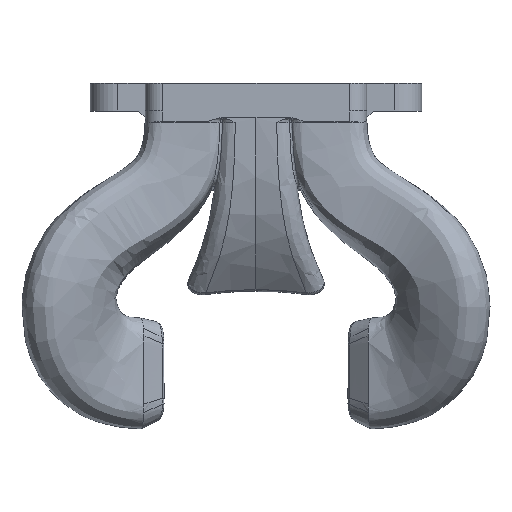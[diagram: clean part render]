
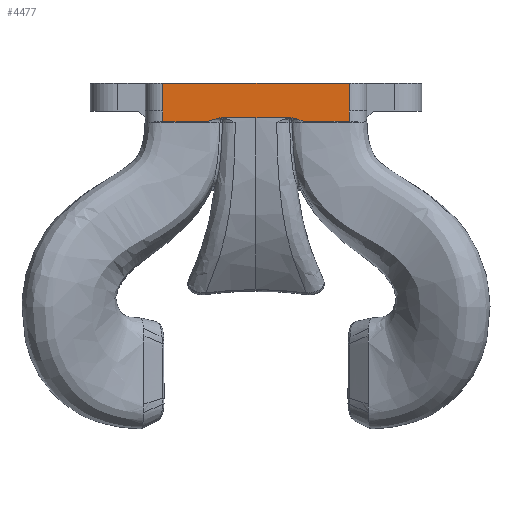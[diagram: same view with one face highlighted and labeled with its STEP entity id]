
A CAD part, top view. The second image highlights one B-rep face of the part: STEP entity #4477.
In plain terms, the highlighted planar face has unit normal (0, 0, 1).
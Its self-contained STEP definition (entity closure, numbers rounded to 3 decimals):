
#113=PLANE('',#4774);
#118=LINE('',#6498,#375);
#119=LINE('',#6635,#376);
#128=LINE('',#13218,#385);
#299=LINE('',#25943,#556);
#307=LINE('',#25967,#564);
#309=LINE('',#25974,#566);
#366=LINE('',#26114,#623);
#367=LINE('',#26117,#624);
#368=LINE('',#26118,#625);
#375=VECTOR('',#4810,10.);
#376=VECTOR('',#4811,10.);
#385=VECTOR('',#4894,10.);
#556=VECTOR('',#5425,10.);
#564=VECTOR('',#5453,10.);
#566=VECTOR('',#5459,10.);
#623=VECTOR('',#5610,10.);
#624=VECTOR('',#5613,10.);
#625=VECTOR('',#5614,10.);
#903=FACE_OUTER_BOUND('',#1138,.T.);
#1138=EDGE_LOOP('',(#4045,#4046,#4047,#4048,#4049,#4050,#4051,#4052,#4053,
#4054,#4055));
#1249=B_SPLINE_CURVE_WITH_KNOTS('',3,(#12962,#12963,#12964,#12965,#12966,
#12967,#12968,#12969,#12970,#12971,#12972,#12973,#12974,#12975),
 .UNSPECIFIED.,.F.,.F.,(4,2,2,2,2,2,4),(0.,0.042,0.172,
0.214,0.258,0.295,0.335),
 .UNSPECIFIED.);
#1256=B_SPLINE_CURVE_WITH_KNOTS('',3,(#13194,#13195,#13196,#13197,#13198,
#13199,#13200,#13201,#13202,#13203,#13204,#13205,#13206,#13207,#13208,#13209,
#13210,#13211,#13212,#13213,#13214,#13215),.UNSPECIFIED.,.F.,.F.,(4,3,3,
3,3,3,3,4),(0.27,1.084,1.659,4.929,
6.177,9.255,12.416,13.027),
 .UNSPECIFIED.);
#1574=VERTEX_POINT('',#6490);
#1575=VERTEX_POINT('',#6497);
#1577=VERTEX_POINT('',#6612);
#1653=VERTEX_POINT('',#12959);
#1654=VERTEX_POINT('',#12961);
#1659=VERTEX_POINT('',#13166);
#1660=VERTEX_POINT('',#13193);
#1973=VERTEX_POINT('',#25965);
#1976=VERTEX_POINT('',#25972);
#2012=VERTEX_POINT('',#26112);
#2013=VERTEX_POINT('',#26116);
#2062=EDGE_CURVE('',#1574,#1575,#118,.T.);
#2066=EDGE_CURVE('',#1577,#1574,#119,.T.);
#2170=EDGE_CURVE('',#1653,#1654,#1249,.T.);
#2177=EDGE_CURVE('',#1660,#1659,#1256,.F.);
#2179=EDGE_CURVE('',#1660,#1577,#128,.T.);
#2622=EDGE_CURVE('',#1575,#1653,#299,.T.);
#2634=EDGE_CURVE('',#1973,#1654,#307,.T.);
#2637=EDGE_CURVE('',#1976,#1659,#309,.T.);
#2706=EDGE_CURVE('',#1976,#2012,#366,.T.);
#2707=EDGE_CURVE('',#2013,#2012,#367,.T.);
#2708=EDGE_CURVE('',#1973,#2013,#368,.T.);
#4045=ORIENTED_EDGE('',*,*,#2706,.T.);
#4046=ORIENTED_EDGE('',*,*,#2707,.F.);
#4047=ORIENTED_EDGE('',*,*,#2708,.F.);
#4048=ORIENTED_EDGE('',*,*,#2634,.T.);
#4049=ORIENTED_EDGE('',*,*,#2170,.F.);
#4050=ORIENTED_EDGE('',*,*,#2622,.F.);
#4051=ORIENTED_EDGE('',*,*,#2062,.F.);
#4052=ORIENTED_EDGE('',*,*,#2066,.F.);
#4053=ORIENTED_EDGE('',*,*,#2179,.F.);
#4054=ORIENTED_EDGE('',*,*,#2177,.T.);
#4055=ORIENTED_EDGE('',*,*,#2637,.F.);
#4477=ADVANCED_FACE('',(#903),#113,.T.);
#4774=AXIS2_PLACEMENT_3D('',#26115,#5611,#5612);
#4810=DIRECTION('',(-1.,0.,0.));
#4811=DIRECTION('',(-1.,0.,0.));
#4894=DIRECTION('',(-1.,0.,0.));
#5425=DIRECTION('',(-1.,0.,0.));
#5453=DIRECTION('',(0.,-1.,0.));
#5459=DIRECTION('',(0.,-1.,0.));
#5610=DIRECTION('',(0.,1.,0.));
#5611=DIRECTION('center_axis',(0.,0.,1.));
#5612=DIRECTION('ref_axis',(1.,0.,0.));
#5613=DIRECTION('',(1.,0.,0.));
#5614=DIRECTION('',(0.,1.,0.));
#6490=CARTESIAN_POINT('',(0.,3.,-52.9));
#6497=CARTESIAN_POINT('',(-4.996,3.,-52.9));
#6498=CARTESIAN_POINT('',(13.5,3.,-52.9));
#6612=CARTESIAN_POINT('',(4.996,3.,-52.9));
#6635=CARTESIAN_POINT('',(13.5,3.,-52.9));
#12959=CARTESIAN_POINT('',(-5.06,3.,-52.9));
#12961=CARTESIAN_POINT('',(-13.5,2.452,-52.9));
#12962=CARTESIAN_POINT('Ctrl Pts',(-5.06,3.,-52.9));
#12963=CARTESIAN_POINT('Ctrl Pts',(-5.199,3.,-52.9));
#12964=CARTESIAN_POINT('Ctrl Pts',(-5.339,2.985,-52.9));
#12965=CARTESIAN_POINT('Ctrl Pts',(-5.904,2.88,-52.9));
#12966=CARTESIAN_POINT('Ctrl Pts',(-6.294,2.706,-52.9));
#12967=CARTESIAN_POINT('Ctrl Pts',(-6.687,2.572,-52.9));
#12968=CARTESIAN_POINT('Ctrl Pts',(-6.774,2.547,-52.9));
#12969=CARTESIAN_POINT('Ctrl Pts',(-6.943,2.517,-52.9));
#12970=CARTESIAN_POINT('Ctrl Pts',(-6.995,2.518,-52.9));
#12971=CARTESIAN_POINT('Ctrl Pts',(-9.003,2.501,-52.9));
#12972=CARTESIAN_POINT('Ctrl Pts',(-9.982,2.491,-52.9));
#12973=CARTESIAN_POINT('Ctrl Pts',(-11.894,2.467,-52.9));
#12974=CARTESIAN_POINT('Ctrl Pts',(-12.575,2.456,-52.9));
#12975=CARTESIAN_POINT('Ctrl Pts',(-13.5,2.452,-52.9));
#13166=CARTESIAN_POINT('',(13.5,2.452,-52.9));
#13193=CARTESIAN_POINT('',(5.06,3.,-52.9));
#13194=CARTESIAN_POINT('Ctrl Pts',(13.5,2.452,-52.9));
#13195=CARTESIAN_POINT('Ctrl Pts',(12.808,2.455,-52.9));
#13196=CARTESIAN_POINT('Ctrl Pts',(12.199,2.462,-52.9));
#13197=CARTESIAN_POINT('Ctrl Pts',(11.568,2.471,-52.9));
#13198=CARTESIAN_POINT('Ctrl Pts',(11.122,2.477,-52.9));
#13199=CARTESIAN_POINT('Ctrl Pts',(10.652,2.483,-52.9));
#13200=CARTESIAN_POINT('Ctrl Pts',(10.252,2.487,-52.9));
#13201=CARTESIAN_POINT('Ctrl Pts',(7.982,2.513,-52.9));
#13202=CARTESIAN_POINT('Ctrl Pts',(7.289,2.515,-52.9));
#13203=CARTESIAN_POINT('Ctrl Pts',(7.009,2.517,-52.9));
#13204=CARTESIAN_POINT('Ctrl Pts',(6.902,2.518,-52.9));
#13205=CARTESIAN_POINT('Ctrl Pts',(6.846,2.532,-52.9));
#13206=CARTESIAN_POINT('Ctrl Pts',(6.774,2.55,-52.9));
#13207=CARTESIAN_POINT('Ctrl Pts',(6.597,2.593,-52.9));
#13208=CARTESIAN_POINT('Ctrl Pts',(6.396,2.678,-52.9));
#13209=CARTESIAN_POINT('Ctrl Pts',(6.148,2.767,-52.9));
#13210=CARTESIAN_POINT('Ctrl Pts',(5.894,2.859,-52.9));
#13211=CARTESIAN_POINT('Ctrl Pts',(5.613,2.955,-52.9));
#13212=CARTESIAN_POINT('Ctrl Pts',(5.265,2.989,-52.9));
#13213=CARTESIAN_POINT('Ctrl Pts',(5.198,2.996,-52.9));
#13214=CARTESIAN_POINT('Ctrl Pts',(5.129,3.,-52.9));
#13215=CARTESIAN_POINT('Ctrl Pts',(5.06,3.,-52.9));
#13218=CARTESIAN_POINT('',(13.5,3.,-52.9));
#25943=CARTESIAN_POINT('',(13.5,3.,-52.9));
#25965=CARTESIAN_POINT('',(-13.5,4.,-52.9));
#25967=CARTESIAN_POINT('',(-13.5,4.,-52.9));
#25972=CARTESIAN_POINT('',(13.5,4.,-52.9));
#25974=CARTESIAN_POINT('',(13.5,4.,-52.9));
#26112=CARTESIAN_POINT('',(13.5,8.,-52.9));
#26114=CARTESIAN_POINT('',(13.5,4.,-52.9));
#26115=CARTESIAN_POINT('Origin',(-13.5,4.,-52.9));
#26116=CARTESIAN_POINT('',(-13.5,8.,-52.9));
#26117=CARTESIAN_POINT('',(-13.5,8.,-52.9));
#26118=CARTESIAN_POINT('',(-13.5,4.,-52.9));
